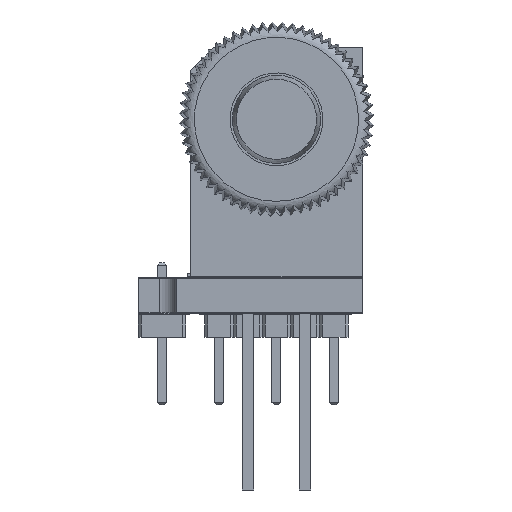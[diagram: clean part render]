
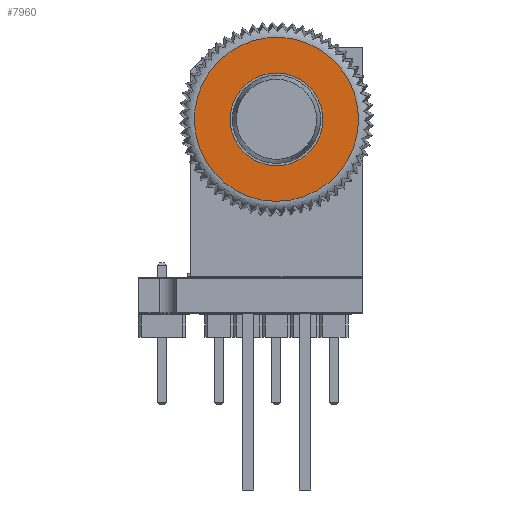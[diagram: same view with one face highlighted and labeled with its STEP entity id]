
A CAD part, front view. The second image highlights one B-rep face of the part: STEP entity #7960.
In plain terms, the highlighted face is planar.
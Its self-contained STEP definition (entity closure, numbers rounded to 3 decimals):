
#1054 = VERTEX_POINT('',#1055);
#1055 = CARTESIAN_POINT('',(24.517,-2.008,
    7.433));
#1060 = EDGE_CURVE('',#1054,#1054,#1061,.T.);
#1061 = CIRCLE('',#1062,2.057);
#1062 = AXIS2_PLACEMENT_3D('',#1063,#1064,#1065);
#1063 = CARTESIAN_POINT('',(24.517,0.,6.985));
#1064 = DIRECTION('',(-1.,0.,0.));
#1065 = DIRECTION('',(0.,-0.976,0.218)
  );
#1183 = EDGE_CURVE('',#1184,#1186,#1188,.T.);
#1184 = VERTEX_POINT('',#1185);
#1185 = CARTESIAN_POINT('',(24.517,0.792,
    10.535));
#1186 = VERTEX_POINT('',#1187);
#1187 = CARTESIAN_POINT('',(24.517,-0.037,
    3.348));
#1188 = CIRCLE('',#1189,3.637);
#1189 = AXIS2_PLACEMENT_3D('',#1190,#1191,#1192);
#1190 = CARTESIAN_POINT('',(24.517,0.,6.985));
#1191 = DIRECTION('',(-1.,0.,0.));
#1192 = DIRECTION('',(0.,-0.218,
    -0.976));
#3432 = EDGE_CURVE('',#1186,#1184,#3433,.T.);
#3433 = CIRCLE('',#3434,3.637);
#3434 = AXIS2_PLACEMENT_3D('',#3435,#3436,#3437);
#3435 = CARTESIAN_POINT('',(24.517,0.,6.985));
#3436 = DIRECTION('',(-1.,0.,0.));
#3437 = DIRECTION('',(0.,-0.218,
    -0.976));
#7960 = ADVANCED_FACE('',(#7961,#7964),#7968,.T.);
#7961 = FACE_BOUND('',#7962,.T.);
#7962 = EDGE_LOOP('',(#7963));
#7963 = ORIENTED_EDGE('',*,*,#1060,.T.);
#7964 = FACE_BOUND('',#7965,.T.);
#7965 = EDGE_LOOP('',(#7966,#7967));
#7966 = ORIENTED_EDGE('',*,*,#1183,.F.);
#7967 = ORIENTED_EDGE('',*,*,#3432,.F.);
#7968 = PLANE('',#7969);
#7969 = AXIS2_PLACEMENT_3D('',#7970,#7971,#7972);
#7970 = CARTESIAN_POINT('',(24.517,0.,6.985));
#7971 = DIRECTION('',(1.,0.,0.));
#7972 = DIRECTION('',(0.,0.,1.));
